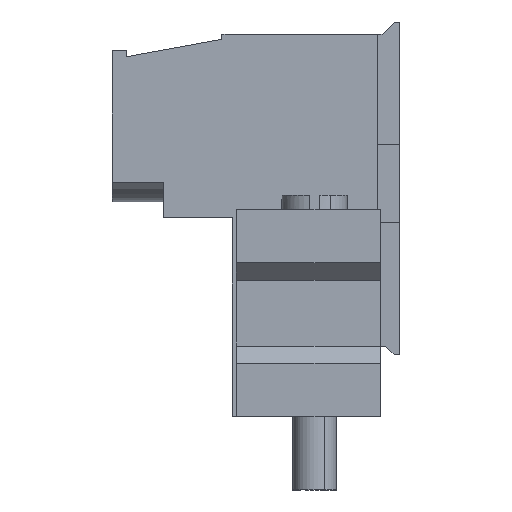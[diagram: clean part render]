
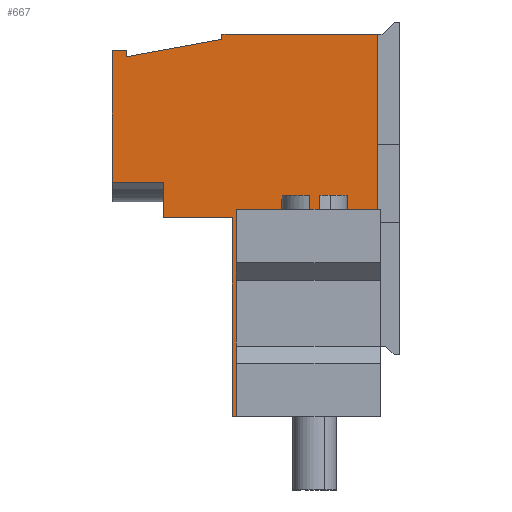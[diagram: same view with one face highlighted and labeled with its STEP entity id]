
A CAD part, left-side view. The second image highlights one B-rep face of the part: STEP entity #667.
In plain terms, the highlighted planar face has unit normal (-1, 0, 0).
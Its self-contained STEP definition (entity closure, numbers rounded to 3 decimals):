
#560=AXIS2_PLACEMENT_3D('Plane Axis2P3D',#557,#558,#559) ;
#89=CARTESIAN_POINT('Vertex',(5.06,1.3,26.285)) ;
#92=CARTESIAN_POINT('Line Origine',(5.06,1.3,21.243)) ;
#96=CARTESIAN_POINT('Vertex',(5.06,1.3,16.2)) ;
#557=CARTESIAN_POINT('Axis2P3D Location',(5.06,1.3,4.235)) ;
#562=CARTESIAN_POINT('Line Origine',(5.06,5.78,26.285)) ;
#566=CARTESIAN_POINT('Vertex',(5.06,10.261,26.285)) ;
#569=CARTESIAN_POINT('Line Origine',(5.06,10.261,26.136)) ;
#573=CARTESIAN_POINT('Vertex',(5.06,10.261,25.986)) ;
#576=CARTESIAN_POINT('Line Origine',(5.06,13.005,25.484)) ;
#580=CARTESIAN_POINT('Vertex',(5.06,15.75,24.982)) ;
#583=CARTESIAN_POINT('Line Origine',(5.06,15.75,25.158)) ;
#587=CARTESIAN_POINT('Vertex',(5.06,15.75,25.335)) ;
#590=CARTESIAN_POINT('Line Origine',(5.06,16.175,25.335)) ;
#594=CARTESIAN_POINT('Vertex',(5.06,16.6,25.335)) ;
#597=CARTESIAN_POINT('Line Origine',(5.06,16.6,21.535)) ;
#601=CARTESIAN_POINT('Vertex',(5.06,16.6,17.735)) ;
#604=CARTESIAN_POINT('Line Origine',(5.06,15.125,17.735)) ;
#608=CARTESIAN_POINT('Vertex',(5.06,13.65,17.735)) ;
#611=CARTESIAN_POINT('Line Origine',(5.06,13.65,16.717)) ;
#615=CARTESIAN_POINT('Vertex',(5.06,13.65,15.699)) ;
#618=CARTESIAN_POINT('Line Origine',(5.06,11.658,15.699)) ;
#622=CARTESIAN_POINT('Vertex',(5.06,9.665,15.699)) ;
#625=CARTESIAN_POINT('Line Origine',(5.06,9.665,9.967)) ;
#629=CARTESIAN_POINT('Vertex',(5.06,9.665,4.235)) ;
#632=CARTESIAN_POINT('Line Origine',(5.06,9.545,4.235)) ;
#636=CARTESIAN_POINT('Vertex',(5.06,9.425,4.235)) ;
#639=CARTESIAN_POINT('Line Origine',(5.06,9.425,10.218)) ;
#643=CARTESIAN_POINT('Vertex',(5.06,9.425,16.2)) ;
#646=CARTESIAN_POINT('Line Origine',(5.06,5.363,16.2)) ;
#93=DIRECTION('Vector Direction',(0.,0.,1.)) ;
#558=DIRECTION('Axis2P3D Direction',(-1.,0.,0.)) ;
#559=DIRECTION('Axis2P3D XDirection',(0.,0.,1.)) ;
#563=DIRECTION('Vector Direction',(0.,-1.,0.)) ;
#570=DIRECTION('Vector Direction',(0.,0.,1.)) ;
#577=DIRECTION('Vector Direction',(0.,-0.984,0.18)) ;
#584=DIRECTION('Vector Direction',(0.,0.,1.)) ;
#591=DIRECTION('Vector Direction',(0.,1.,0.)) ;
#598=DIRECTION('Vector Direction',(0.,0.,-1.)) ;
#605=DIRECTION('Vector Direction',(0.,-1.,0.)) ;
#612=DIRECTION('Vector Direction',(0.,0.,-1.)) ;
#619=DIRECTION('Vector Direction',(0.,-1.,0.)) ;
#626=DIRECTION('Vector Direction',(0.,0.,1.)) ;
#633=DIRECTION('Vector Direction',(0.,-1.,0.)) ;
#640=DIRECTION('Vector Direction',(0.,0.,-1.)) ;
#647=DIRECTION('Vector Direction',(0.,-1.,0.)) ;
#94=VECTOR('Line Direction',#93,1.) ;
#564=VECTOR('Line Direction',#563,1.) ;
#571=VECTOR('Line Direction',#570,1.) ;
#578=VECTOR('Line Direction',#577,1.) ;
#585=VECTOR('Line Direction',#584,1.) ;
#592=VECTOR('Line Direction',#591,1.) ;
#599=VECTOR('Line Direction',#598,1.) ;
#606=VECTOR('Line Direction',#605,1.) ;
#613=VECTOR('Line Direction',#612,1.) ;
#620=VECTOR('Line Direction',#619,1.) ;
#627=VECTOR('Line Direction',#626,1.) ;
#634=VECTOR('Line Direction',#633,1.) ;
#641=VECTOR('Line Direction',#640,1.) ;
#648=VECTOR('Line Direction',#647,1.) ;
#652=ORIENTED_EDGE('',*,*,#98,.F.) ;
#653=ORIENTED_EDGE('',*,*,#568,.T.) ;
#654=ORIENTED_EDGE('',*,*,#575,.T.) ;
#655=ORIENTED_EDGE('',*,*,#582,.T.) ;
#656=ORIENTED_EDGE('',*,*,#589,.T.) ;
#657=ORIENTED_EDGE('',*,*,#596,.T.) ;
#658=ORIENTED_EDGE('',*,*,#603,.T.) ;
#659=ORIENTED_EDGE('',*,*,#610,.T.) ;
#660=ORIENTED_EDGE('',*,*,#617,.T.) ;
#661=ORIENTED_EDGE('',*,*,#624,.T.) ;
#662=ORIENTED_EDGE('',*,*,#631,.T.) ;
#663=ORIENTED_EDGE('',*,*,#638,.T.) ;
#664=ORIENTED_EDGE('',*,*,#645,.F.) ;
#665=ORIENTED_EDGE('',*,*,#650,.T.) ;
#667=ADVANCED_FACE('HOUSING',(#666),#561,.T.) ;
#98=EDGE_CURVE('',#90,#97,#95,.F.) ;
#568=EDGE_CURVE('',#90,#567,#565,.F.) ;
#575=EDGE_CURVE('',#567,#574,#572,.F.) ;
#582=EDGE_CURVE('',#574,#581,#579,.F.) ;
#589=EDGE_CURVE('',#581,#588,#586,.T.) ;
#596=EDGE_CURVE('',#588,#595,#593,.T.) ;
#603=EDGE_CURVE('',#595,#602,#600,.T.) ;
#610=EDGE_CURVE('',#602,#609,#607,.T.) ;
#617=EDGE_CURVE('',#609,#616,#614,.T.) ;
#624=EDGE_CURVE('',#616,#623,#621,.T.) ;
#631=EDGE_CURVE('',#623,#630,#628,.F.) ;
#638=EDGE_CURVE('',#630,#637,#635,.T.) ;
#645=EDGE_CURVE('',#644,#637,#642,.T.) ;
#650=EDGE_CURVE('',#644,#97,#649,.T.) ;
#651=EDGE_LOOP('',(#652,#653,#654,#655,#656,#657,#658,#659,#660,#661,#662,#663,#664,#665)) ;
#666=FACE_OUTER_BOUND('',#651,.T.) ;
#95=LINE('Line',#92,#94) ;
#565=LINE('Line',#562,#564) ;
#572=LINE('Line',#569,#571) ;
#579=LINE('Line',#576,#578) ;
#586=LINE('Line',#583,#585) ;
#593=LINE('Line',#590,#592) ;
#600=LINE('Line',#597,#599) ;
#607=LINE('Line',#604,#606) ;
#614=LINE('Line',#611,#613) ;
#621=LINE('Line',#618,#620) ;
#628=LINE('Line',#625,#627) ;
#635=LINE('Line',#632,#634) ;
#642=LINE('Line',#639,#641) ;
#649=LINE('Line',#646,#648) ;
#561=PLANE('',#560) ;
#90=VERTEX_POINT('',#89) ;
#97=VERTEX_POINT('',#96) ;
#567=VERTEX_POINT('',#566) ;
#574=VERTEX_POINT('',#573) ;
#581=VERTEX_POINT('',#580) ;
#588=VERTEX_POINT('',#587) ;
#595=VERTEX_POINT('',#594) ;
#602=VERTEX_POINT('',#601) ;
#609=VERTEX_POINT('',#608) ;
#616=VERTEX_POINT('',#615) ;
#623=VERTEX_POINT('',#622) ;
#630=VERTEX_POINT('',#629) ;
#637=VERTEX_POINT('',#636) ;
#644=VERTEX_POINT('',#643) ;
